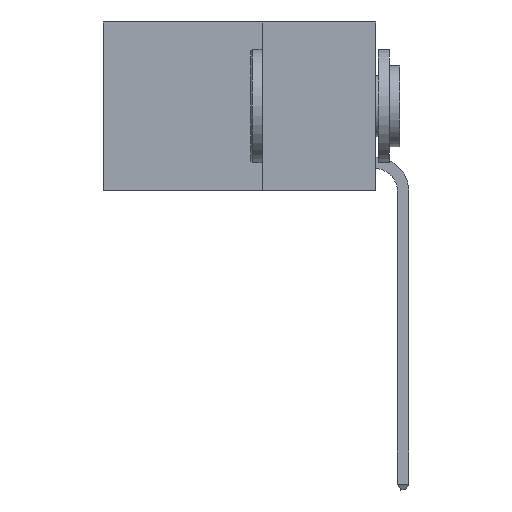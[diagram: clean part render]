
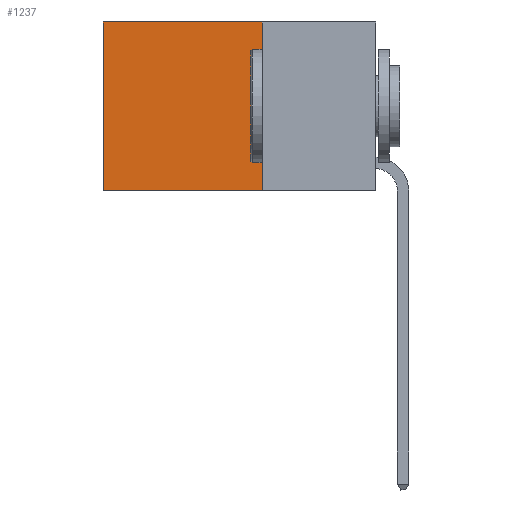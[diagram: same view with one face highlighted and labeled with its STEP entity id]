
A CAD part, left-side view. The second image highlights one B-rep face of the part: STEP entity #1237.
In plain terms, the highlighted planar face has unit normal (-1, 0, 0).
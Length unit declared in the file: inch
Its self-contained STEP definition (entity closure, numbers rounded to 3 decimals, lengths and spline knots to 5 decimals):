
#161 = EDGE_CURVE ( 'NONE', #12654, #10435, #13122, .T. ) ;
#181 = DIRECTION ( 'NONE',  ( 1., 0., 0. ) ) ;
#1014 = DIRECTION ( 'NONE',  ( 0., 0., -1. ) ) ;
#1094 = VECTOR ( 'NONE', #8260, 39.37008 ) ;
#1237 = ADVANCED_FACE ( 'NONE', ( #11779 ), #3312, .F. ) ;
#1256 = EDGE_CURVE ( 'NONE', #11777, #13399, #12605, .T. ) ;
#1572 = AXIS2_PLACEMENT_3D ( 'NONE', #10741, #181, #1014 ) ;
#2244 = EDGE_LOOP ( 'NONE', ( #11116, #3754, #11877, #8344 ) ) ;
#2833 = EDGE_CURVE ( 'NONE', #13399, #10435, #10404, .T. ) ;
#3035 = EDGE_CURVE ( 'NONE', #11777, #12654, #7181, .T. ) ;
#3142 = VECTOR ( 'NONE', #12808, 39.37008 ) ;
#3312 = PLANE ( 'NONE',  #1572 ) ;
#3754 = ORIENTED_EDGE ( 'NONE', *, *, #161, .F. ) ;
#5997 = CARTESIAN_POINT ( 'NONE',  ( 0.2625, 0.6, -0.37 ) ) ;
#6348 = CARTESIAN_POINT ( 'NONE',  ( 0.2625, 0.25, 0. ) ) ;
#6980 = DIRECTION ( 'NONE',  ( 0., 0., -1. ) ) ;
#7181 = LINE ( 'NONE', #11374, #13534 ) ;
#8260 = DIRECTION ( 'NONE',  ( 0., 0., -1. ) ) ;
#8344 = ORIENTED_EDGE ( 'NONE', *, *, #1256, .T. ) ;
#9212 = DIRECTION ( 'NONE',  ( 0., 1., 0. ) ) ;
#10120 = VECTOR ( 'NONE', #9212, 39.37008 ) ;
#10404 = LINE ( 'NONE', #12730, #1094 ) ;
#10435 = VERTEX_POINT ( 'NONE', #5997 ) ;
#10741 = CARTESIAN_POINT ( 'NONE',  ( 0.2625, 0.25, 0. ) ) ;
#10870 = CARTESIAN_POINT ( 'NONE',  ( 0.2625, 0.25, -0.37 ) ) ;
#10879 = CARTESIAN_POINT ( 'NONE',  ( 0.2625, 0.25, -0.37 ) ) ;
#11116 = ORIENTED_EDGE ( 'NONE', *, *, #2833, .T. ) ;
#11345 = CARTESIAN_POINT ( 'NONE',  ( 0.2625, 0.25, 0. ) ) ;
#11374 = CARTESIAN_POINT ( 'NONE',  ( 0.2625, 0.25, 0. ) ) ;
#11777 = VERTEX_POINT ( 'NONE', #11345 ) ;
#11779 = FACE_OUTER_BOUND ( 'NONE', #2244, .T. ) ;
#11877 = ORIENTED_EDGE ( 'NONE', *, *, #3035, .F. ) ;
#12582 = CARTESIAN_POINT ( 'NONE',  ( 0.2625, 0.6, 0. ) ) ;
#12605 = LINE ( 'NONE', #6348, #3142 ) ;
#12654 = VERTEX_POINT ( 'NONE', #10879 ) ;
#12730 = CARTESIAN_POINT ( 'NONE',  ( 0.2625, 0.6, 0. ) ) ;
#12808 = DIRECTION ( 'NONE',  ( 0., 1., 0. ) ) ;
#13122 = LINE ( 'NONE', #10870, #10120 ) ;
#13399 = VERTEX_POINT ( 'NONE', #12582 ) ;
#13534 = VECTOR ( 'NONE', #6980, 39.37008 ) ;
